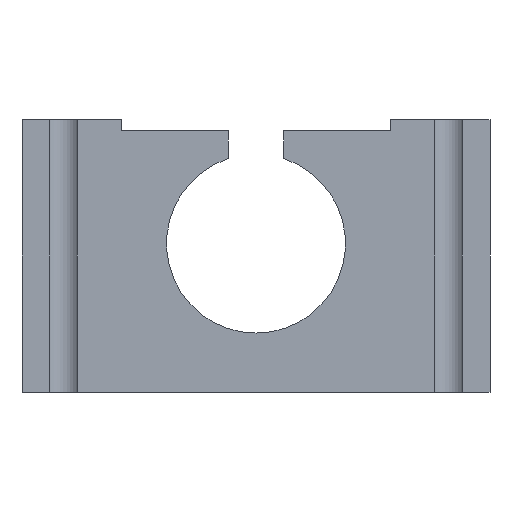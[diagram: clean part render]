
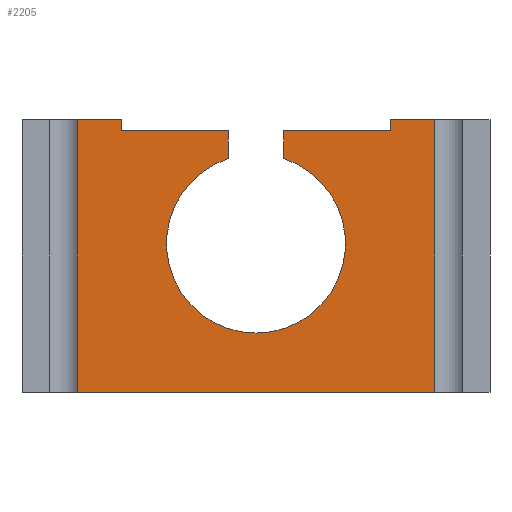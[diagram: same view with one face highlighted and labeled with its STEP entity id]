
A CAD part, front view. The second image highlights one B-rep face of the part: STEP entity #2205.
In plain terms, the highlighted planar face has unit normal (0, -1, 0).
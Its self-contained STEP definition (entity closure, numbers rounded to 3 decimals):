
#48 = VECTOR ( 'NONE', #1148, 1000. ) ;
#328 = CARTESIAN_POINT ( 'NONE',  ( 2.352, -81.293, 42.462 ) ) ;
#488 = LINE ( 'NONE', #3098, #3588 ) ;
#493 = AXIS2_PLACEMENT_3D ( 'NONE', #7415, #8617, #8868 ) ;
#587 = CARTESIAN_POINT ( 'NONE',  ( 12.352, -81.293, 47.5 ) ) ;
#609 = CIRCLE ( 'NONE', #13566, 16.25 ) ;
#1000 = CARTESIAN_POINT ( 'NONE',  ( 7.352, -81.293, 27. ) ) ;
#1051 = DIRECTION ( 'NONE',  ( -1., 0., 0. ) ) ;
#1143 = DIRECTION ( 'NONE',  ( -1., 0., 0. ) ) ;
#1148 = DIRECTION ( 'NONE',  ( 0., 0., -1. ) ) ;
#1254 = AXIS2_PLACEMENT_3D ( 'NONE', #1000, #16890, #1259 ) ;
#1259 = DIRECTION ( 'NONE',  ( 0., 0., -1. ) ) ;
#1323 = DIRECTION ( 'NONE',  ( 0., 0., 1. ) ) ;
#1424 = ORIENTED_EDGE ( 'NONE', *, *, #12954, .T. ) ;
#1427 = ORIENTED_EDGE ( 'NONE', *, *, #14116, .T. ) ;
#1510 = ORIENTED_EDGE ( 'NONE', *, *, #6634, .T. ) ;
#2111 = CARTESIAN_POINT ( 'NONE',  ( 34.852, -81.293, 49.5 ) ) ;
#2205 = ADVANCED_FACE ( 'NONE', ( #16555 ), #14139, .T. ) ;
#2257 = VERTEX_POINT ( 'NONE', #11877 ) ;
#2289 = VECTOR ( 'NONE', #1051, 1000. ) ;
#2537 = CARTESIAN_POINT ( 'NONE',  ( 31.852, -81.293, 47.5 ) ) ;
#2792 = CARTESIAN_POINT ( 'NONE',  ( 39.852, -81.293, 49.5 ) ) ;
#2880 = DIRECTION ( 'NONE',  ( 1., 0., 0. ) ) ;
#2891 = VECTOR ( 'NONE', #9092, 1000. ) ;
#2920 = VERTEX_POINT ( 'NONE', #15883 ) ;
#3007 = DIRECTION ( 'NONE',  ( 0., 0., -1. ) ) ;
#3089 = CARTESIAN_POINT ( 'NONE',  ( 2.352, -81.293, 42.462 ) ) ;
#3098 = CARTESIAN_POINT ( 'NONE',  ( 39.852, -81.293, 0. ) ) ;
#3588 = VECTOR ( 'NONE', #3007, 1000. ) ;
#3697 = VECTOR ( 'NONE', #11971, 1000. ) ;
#4009 = EDGE_CURVE ( 'NONE', #4029, #15316, #10957, .T. ) ;
#4029 = VERTEX_POINT ( 'NONE', #5366 ) ;
#4151 = VERTEX_POINT ( 'NONE', #11126 ) ;
#4408 = LINE ( 'NONE', #587, #8872 ) ;
#4491 = DIRECTION ( 'NONE',  ( 0., 0., -1. ) ) ;
#4625 = ORIENTED_EDGE ( 'NONE', *, *, #10012, .T. ) ;
#5366 = CARTESIAN_POINT ( 'NONE',  ( 2.352, -81.293, 47.5 ) ) ;
#5633 = VECTOR ( 'NONE', #1323, 1000. ) ;
#5662 = VERTEX_POINT ( 'NONE', #14223 ) ;
#5681 = EDGE_CURVE ( 'NONE', #4151, #8694, #16151, .T. ) ;
#5949 = ORIENTED_EDGE ( 'NONE', *, *, #4009, .T. ) ;
#6204 = LINE ( 'NONE', #8783, #9232 ) ;
#6354 = VERTEX_POINT ( 'NONE', #328 ) ;
#6634 = EDGE_CURVE ( 'NONE', #6354, #4029, #13354, .T. ) ;
#6868 = VERTEX_POINT ( 'NONE', #13088 ) ;
#7034 = CARTESIAN_POINT ( 'NONE',  ( 12.352, -81.293, 47.5 ) ) ;
#7322 = EDGE_CURVE ( 'NONE', #15316, #2257, #12890, .T. ) ;
#7415 = CARTESIAN_POINT ( 'NONE',  ( 7.352, -81.293, 27. ) ) ;
#7421 = ORIENTED_EDGE ( 'NONE', *, *, #12310, .T. ) ;
#7721 = LINE ( 'NONE', #15659, #2891 ) ;
#7901 = ORIENTED_EDGE ( 'NONE', *, *, #7322, .T. ) ;
#8147 = LINE ( 'NONE', #12013, #14797 ) ;
#8162 = EDGE_LOOP ( 'NONE', ( #14487, #4625, #13437, #15215, #7421, #1510, #5949, #7901, #11774, #17051, #1427, #8559, #1424 ) ) ;
#8296 = EDGE_CURVE ( 'NONE', #2920, #6868, #12979, .T. ) ;
#8427 = VERTEX_POINT ( 'NONE', #7034 ) ;
#8559 = ORIENTED_EDGE ( 'NONE', *, *, #16780, .F. ) ;
#8595 = DIRECTION ( 'NONE',  ( 0., 1., 0. ) ) ;
#8617 = DIRECTION ( 'NONE',  ( 0., -1., 0. ) ) ;
#8694 = VERTEX_POINT ( 'NONE', #15556 ) ;
#8783 = CARTESIAN_POINT ( 'NONE',  ( -25.148, -81.293, 49.5 ) ) ;
#8868 = DIRECTION ( 'NONE',  ( 0., 0., -1. ) ) ;
#8872 = VECTOR ( 'NONE', #4491, 1000. ) ;
#8941 = VECTOR ( 'NONE', #15978, 1000. ) ;
#9092 = DIRECTION ( 'NONE',  ( -1., 0., 0. ) ) ;
#9182 = CARTESIAN_POINT ( 'NONE',  ( -17.148, -81.293, 47.5 ) ) ;
#9232 = VECTOR ( 'NONE', #16725, 1000. ) ;
#9589 = EDGE_CURVE ( 'NONE', #8427, #4151, #4408, .T. ) ;
#9802 = CARTESIAN_POINT ( 'NONE',  ( 7.352, -81.293, 27. ) ) ;
#9850 = VERTEX_POINT ( 'NONE', #12040 ) ;
#10012 = EDGE_CURVE ( 'NONE', #6868, #8427, #14456, .T. ) ;
#10107 = EDGE_CURVE ( 'NONE', #2257, #10179, #7721, .T. ) ;
#10179 = VERTEX_POINT ( 'NONE', #13575 ) ;
#10957 = LINE ( 'NONE', #14768, #8941 ) ;
#10990 = EDGE_CURVE ( 'NONE', #9850, #10179, #6204, .T. ) ;
#11126 = CARTESIAN_POINT ( 'NONE',  ( 12.352, -81.293, 42.462 ) ) ;
#11774 = ORIENTED_EDGE ( 'NONE', *, *, #10107, .T. ) ;
#11877 = CARTESIAN_POINT ( 'NONE',  ( -17.148, -81.293, 49.5 ) ) ;
#11971 = DIRECTION ( 'NONE',  ( 0., 0., 1. ) ) ;
#12013 = CARTESIAN_POINT ( 'NONE',  ( -20.148, -81.293, 0. ) ) ;
#12040 = CARTESIAN_POINT ( 'NONE',  ( -25.148, -81.293, 0. ) ) ;
#12310 = EDGE_CURVE ( 'NONE', #8694, #6354, #609, .T. ) ;
#12413 = VERTEX_POINT ( 'NONE', #2792 ) ;
#12890 = LINE ( 'NONE', #9182, #5633 ) ;
#12954 = EDGE_CURVE ( 'NONE', #12413, #2920, #13937, .T. ) ;
#12979 = LINE ( 'NONE', #13156, #48 ) ;
#13088 = CARTESIAN_POINT ( 'NONE',  ( 31.852, -81.293, 47.5 ) ) ;
#13156 = CARTESIAN_POINT ( 'NONE',  ( 31.852, -81.293, 49.5 ) ) ;
#13354 = LINE ( 'NONE', #3089, #3697 ) ;
#13437 = ORIENTED_EDGE ( 'NONE', *, *, #9589, .T. ) ;
#13566 = AXIS2_PLACEMENT_3D ( 'NONE', #9802, #8595, #15078 ) ;
#13575 = CARTESIAN_POINT ( 'NONE',  ( -25.148, -81.293, 49.5 ) ) ;
#13902 = VECTOR ( 'NONE', #1143, 1000. ) ;
#13937 = LINE ( 'NONE', #2111, #2289 ) ;
#14116 = EDGE_CURVE ( 'NONE', #9850, #5662, #8147, .T. ) ;
#14139 = PLANE ( 'NONE',  #493 ) ;
#14223 = CARTESIAN_POINT ( 'NONE',  ( 39.852, -81.293, 0. ) ) ;
#14456 = LINE ( 'NONE', #2537, #13902 ) ;
#14487 = ORIENTED_EDGE ( 'NONE', *, *, #8296, .T. ) ;
#14768 = CARTESIAN_POINT ( 'NONE',  ( 2.352, -81.293, 47.5 ) ) ;
#14797 = VECTOR ( 'NONE', #2880, 1000. ) ;
#15078 = DIRECTION ( 'NONE',  ( 0., 0., -1. ) ) ;
#15215 = ORIENTED_EDGE ( 'NONE', *, *, #5681, .T. ) ;
#15316 = VERTEX_POINT ( 'NONE', #15825 ) ;
#15556 = CARTESIAN_POINT ( 'NONE',  ( 7.352, -81.293, 10.75 ) ) ;
#15659 = CARTESIAN_POINT ( 'NONE',  ( -17.148, -81.293, 49.5 ) ) ;
#15825 = CARTESIAN_POINT ( 'NONE',  ( -17.148, -81.293, 47.5 ) ) ;
#15883 = CARTESIAN_POINT ( 'NONE',  ( 31.852, -81.293, 49.5 ) ) ;
#15978 = DIRECTION ( 'NONE',  ( -1., 0., 0. ) ) ;
#16151 = CIRCLE ( 'NONE', #1254, 16.25 ) ;
#16555 = FACE_OUTER_BOUND ( 'NONE', #8162, .T. ) ;
#16725 = DIRECTION ( 'NONE',  ( 0., 0., 1. ) ) ;
#16780 = EDGE_CURVE ( 'NONE', #12413, #5662, #488, .T. ) ;
#16890 = DIRECTION ( 'NONE',  ( 0., 1., 0. ) ) ;
#17051 = ORIENTED_EDGE ( 'NONE', *, *, #10990, .F. ) ;
